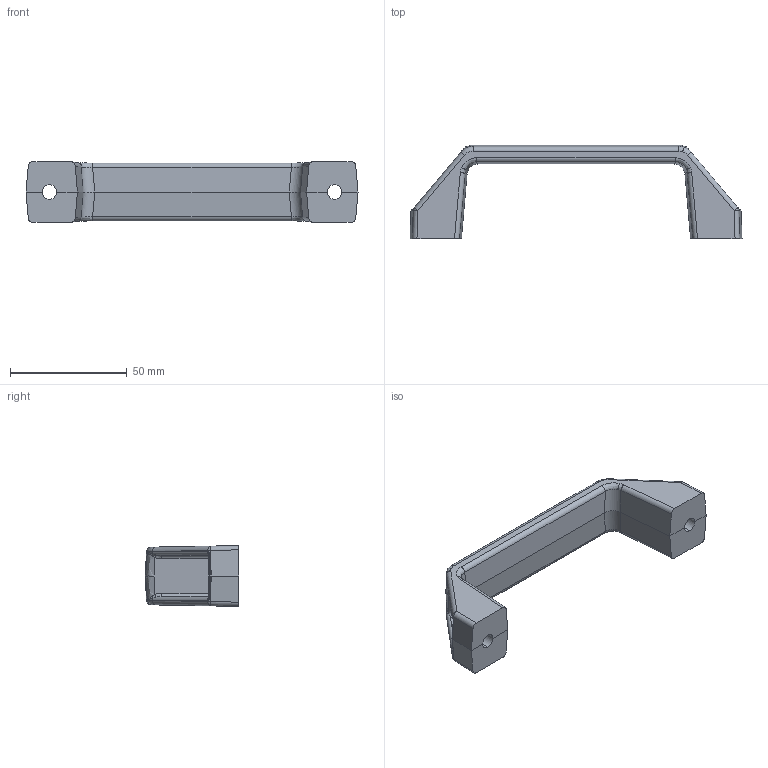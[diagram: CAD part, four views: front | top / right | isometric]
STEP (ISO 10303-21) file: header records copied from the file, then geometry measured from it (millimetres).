
FILE_DESCRIPTION (( 'STEP AP214' ), '1' );
FILE_NAME ('092001.STEP', '2014-08-14T13:17:26', ( '' ), ( '' ), 'SwSTEP 2.0', 'SolidWorks 2014', '' );
FILE_SCHEMA (( 'AUTOMOTIVE_DESIGN' ));
Length unit declared in the file: millimetre
Products named in the file (1): 092001
Bounding box: 142 x 40 x 26 mm (x, y, z)
Volume: 35297 mm3; surface area: 14411.3 mm2
Topology: 1 solids, 1 shells, 173 faces, 415 edges, 238 vertices
Faces by surface type: bspline 62, cylinder 61, plane 46, sphere 4
Entity records: 5863 total; most frequent: CARTESIAN_POINT 2415, ORIENTED_EDGE 814, DIRECTION 605, EDGE_CURVE 407, VERTEX_POINT 238, AXIS2_PLACEMENT_3D 220, EDGE_LOOP 179, FACE_OUTER_BOUND 173
